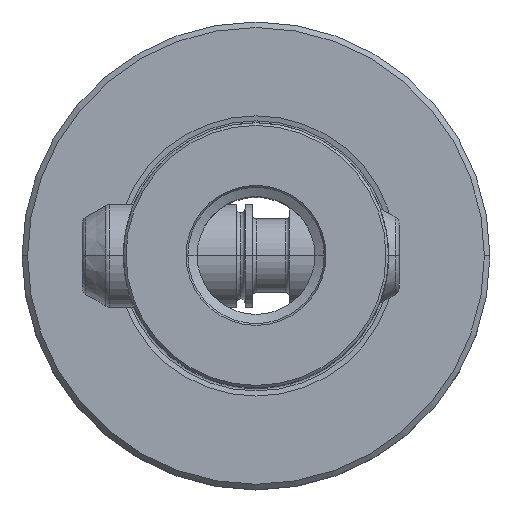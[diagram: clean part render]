
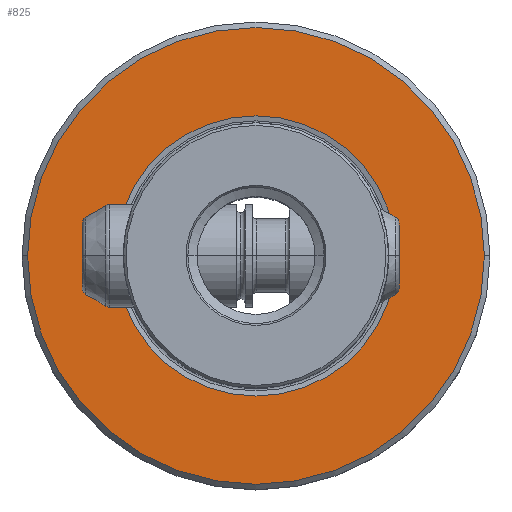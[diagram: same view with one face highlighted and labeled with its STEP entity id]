
A CAD part, top view. The second image highlights one B-rep face of the part: STEP entity #825.
In plain terms, the highlighted planar face has unit normal (0, 0, 1).
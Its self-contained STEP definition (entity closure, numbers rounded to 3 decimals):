
#773=EDGE_CURVE('NONE',#2209,#1407,#2253,.T.);
#825=ADVANCED_FACE('NONE',(#2311,#2312),#2313,.F.);
#993=VERTEX_POINT('NONE',#2507);
#1003=EDGE_CURVE('NONE',#1407,#2209,#2517,.T.);
#1281=VERTEX_POINT('NONE',#2832);
#1407=VERTEX_POINT('NONE',#2969);
#1801=EDGE_CURVE('NONE',#1281,#993,#3408,.F.);
#1845=EDGE_CURVE('NONE',#993,#1281,#3457,.F.);
#2209=VERTEX_POINT('NONE',#3863);
#2253=CIRCLE('',#3906,31.0);
#2311=FACE_OUTER_BOUND('',#3991,.T.);
#2312=FACE_BOUND('',#3992,.T.);
#2313=PLANE('',#3993);
#2507=CARTESIAN_POINT('',(19.012,0.0,0.));
#2517=CIRCLE('',#4336,31.0);
#2832=CARTESIAN_POINT('',(-19.012,0.,0.));
#2969=CARTESIAN_POINT('',(-31.0,0.0,0.));
#3408=CIRCLE('',#6075,19.012);
#3457=CIRCLE('',#6235,19.012);
#3863=CARTESIAN_POINT('',(31.0,0.,0.));
#3906=AXIS2_PLACEMENT_3D('',#7021,#7022,#7023);
#3991=EDGE_LOOP('',(#7090,#7091));
#3992=EDGE_LOOP('',(#7092,#7093));
#3993=AXIS2_PLACEMENT_3D('',#7094,#7095,#7096);
#4336=AXIS2_PLACEMENT_3D('',#7359,#7360,#7361);
#6075=AXIS2_PLACEMENT_3D('',#8452,#8453,#8454);
#6235=AXIS2_PLACEMENT_3D('',#8512,#8513,#8514);
#7021=CARTESIAN_POINT('',(0.0,0.0,0.));
#7022=DIRECTION('',(0.0,0.0,1.0));
#7023=DIRECTION('',(-1.0,0.0,0.0));
#7090=ORIENTED_EDGE('',*,*,#1003,.T.);
#7091=ORIENTED_EDGE('',*,*,#773,.T.);
#7092=ORIENTED_EDGE('',*,*,#1845,.T.);
#7093=ORIENTED_EDGE('',*,*,#1801,.T.);
#7094=CARTESIAN_POINT('',(0.0,31.75,0.));
#7095=DIRECTION('',(0.0,0.0,-1.0));
#7096=DIRECTION('',(0.0,1.0,0.0));
#7359=CARTESIAN_POINT('',(0.0,0.0,0.));
#7360=DIRECTION('',(0.0,0.0,1.0));
#7361=DIRECTION('',(-1.0,0.0,0.0));
#8452=CARTESIAN_POINT('',(0.0,0.0,0.));
#8453=DIRECTION('',(0.0,-0.0,1.0));
#8454=DIRECTION('',(1.0,0.0,0.0));
#8512=CARTESIAN_POINT('',(0.0,0.0,0.));
#8513=DIRECTION('',(0.0,-0.0,1.0));
#8514=DIRECTION('',(1.0,0.0,0.0));
